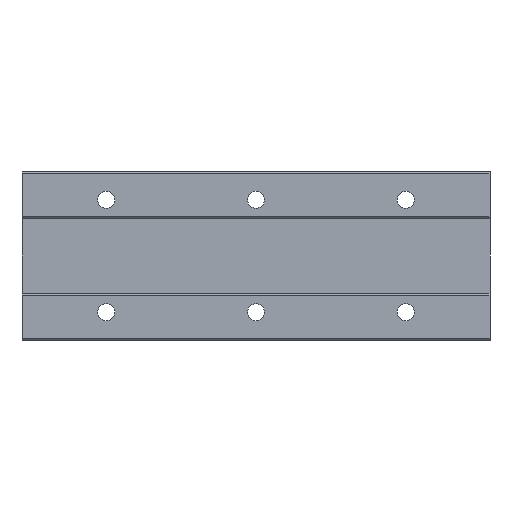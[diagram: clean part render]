
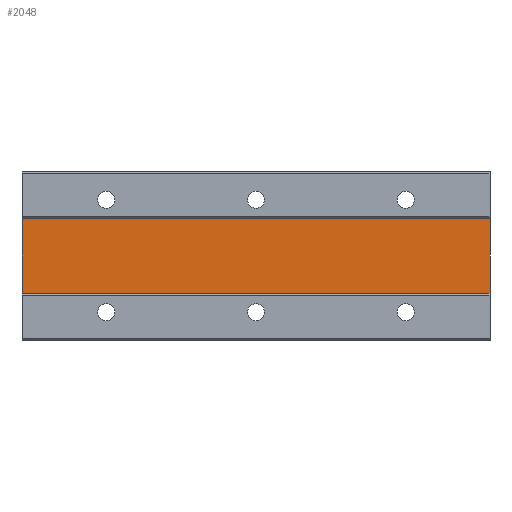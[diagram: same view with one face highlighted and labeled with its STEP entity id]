
A CAD part, front view. The second image highlights one B-rep face of the part: STEP entity #2048.
In plain terms, the highlighted planar face has unit normal (0, -1, 0).
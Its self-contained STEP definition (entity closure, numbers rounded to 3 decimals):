
#43 = CARTESIAN_POINT ( 'NONE',  ( 205., 1., 44.91 ) ) ;
#66 = PLANE ( 'NONE',  #540 ) ;
#177 = CARTESIAN_POINT ( 'NONE',  ( -45., 1., 20. ) ) ;
#203 = ORIENTED_EDGE ( 'NONE', *, *, #1729, .F. ) ;
#204 = DIRECTION ( 'NONE',  ( 0., 0., -1. ) ) ;
#271 = EDGE_CURVE ( 'NONE', #1405, #1220, #1474, .T. ) ;
#288 = LINE ( 'NONE', #1601, #290 ) ;
#290 = VECTOR ( 'NONE', #959, 1000. ) ;
#424 = CARTESIAN_POINT ( 'NONE',  ( -45., 1., -20. ) ) ;
#467 = ORIENTED_EDGE ( 'NONE', *, *, #697, .F. ) ;
#540 = AXIS2_PLACEMENT_3D ( 'NONE', #1204, #1048, #1694 ) ;
#697 = EDGE_CURVE ( 'NONE', #1220, #1087, #288, .T. ) ;
#713 = FACE_OUTER_BOUND ( 'NONE', #752, .T. ) ;
#752 = EDGE_LOOP ( 'NONE', ( #467, #1229, #203, #1961 ) ) ;
#959 = DIRECTION ( 'NONE',  ( -1., 0., 0. ) ) ;
#1028 = VECTOR ( 'NONE', #1035, 1000. ) ;
#1035 = DIRECTION ( 'NONE',  ( 0., 0., -1. ) ) ;
#1048 = DIRECTION ( 'NONE',  ( 0., 1., 0. ) ) ;
#1087 = VERTEX_POINT ( 'NONE', #424 ) ;
#1110 = VECTOR ( 'NONE', #204, 1000. ) ;
#1144 = CARTESIAN_POINT ( 'NONE',  ( 205., 1., 20. ) ) ;
#1147 = CARTESIAN_POINT ( 'NONE',  ( -45., 1., 44.91 ) ) ;
#1204 = CARTESIAN_POINT ( 'NONE',  ( 205., 1., 20. ) ) ;
#1220 = VERTEX_POINT ( 'NONE', #1767 ) ;
#1229 = ORIENTED_EDGE ( 'NONE', *, *, #271, .F. ) ;
#1259 = DIRECTION ( 'NONE',  ( 1., 0., 0. ) ) ;
#1261 = VERTEX_POINT ( 'NONE', #177 ) ;
#1283 = EDGE_CURVE ( 'NONE', #1261, #1087, #1467, .T. ) ;
#1405 = VERTEX_POINT ( 'NONE', #1144 ) ;
#1467 = LINE ( 'NONE', #1147, #1028 ) ;
#1474 = LINE ( 'NONE', #43, #1110 ) ;
#1556 = LINE ( 'NONE', #1871, #2021 ) ;
#1601 = CARTESIAN_POINT ( 'NONE',  ( 205., 1., -20. ) ) ;
#1694 = DIRECTION ( 'NONE',  ( 0., 0., 1. ) ) ;
#1729 = EDGE_CURVE ( 'NONE', #1261, #1405, #1556, .T. ) ;
#1767 = CARTESIAN_POINT ( 'NONE',  ( 205., 1., -20. ) ) ;
#1871 = CARTESIAN_POINT ( 'NONE',  ( 205., 1., 20. ) ) ;
#1961 = ORIENTED_EDGE ( 'NONE', *, *, #1283, .T. ) ;
#2021 = VECTOR ( 'NONE', #1259, 1000. ) ;
#2048 = ADVANCED_FACE ( 'NONE', ( #713 ), #66, .F. ) ;
